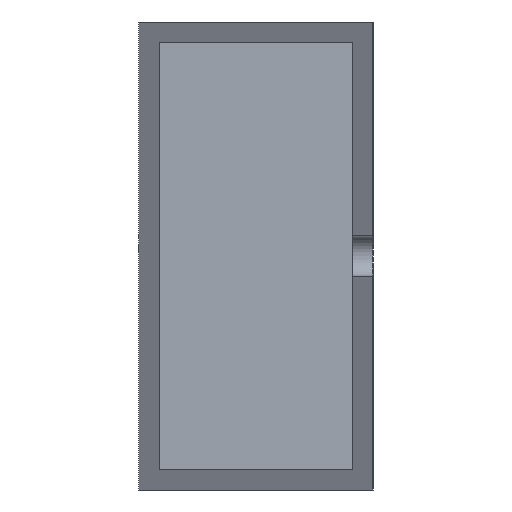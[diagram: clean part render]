
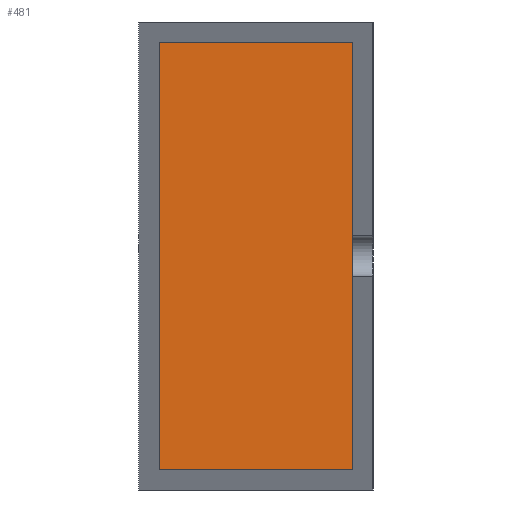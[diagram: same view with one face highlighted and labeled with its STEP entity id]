
A CAD part, left-side view. The second image highlights one B-rep face of the part: STEP entity #481.
In plain terms, the highlighted planar face has unit normal (-1, 0, 0).
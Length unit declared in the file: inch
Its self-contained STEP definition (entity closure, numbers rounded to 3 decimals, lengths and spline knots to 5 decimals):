
#42 = ORIENTED_EDGE ( 'NONE', *, *, #572, .T. ) ;
#49 = LINE ( 'NONE', #724, #897 ) ;
#94 = LINE ( 'NONE', #659, #253 ) ;
#111 = VERTEX_POINT ( 'NONE', #619 ) ;
#219 = AXIS2_PLACEMENT_3D ( 'NONE', #902, #759, #755 ) ;
#253 = VECTOR ( 'NONE', #483, 39.37008 ) ;
#306 = CARTESIAN_POINT ( 'NONE',  ( -4.42913, 1.07874, -1.07874 ) ) ;
#324 = EDGE_LOOP ( 'NONE', ( #42, #412, #651, #364 ) ) ;
#342 = LINE ( 'NONE', #729, #574 ) ;
#364 = ORIENTED_EDGE ( 'NONE', *, *, #532, .T. ) ;
#368 = VERTEX_POINT ( 'NONE', #405 ) ;
#405 = CARTESIAN_POINT ( 'NONE',  ( -4.42913, 0.10236, -1.07874 ) ) ;
#412 = ORIENTED_EDGE ( 'NONE', *, *, #628, .T. ) ;
#481 = ADVANCED_FACE ( 'NONE', ( #753 ), #826, .T. ) ;
#483 = DIRECTION ( 'NONE',  ( 0., 1., 0. ) ) ;
#519 = EDGE_CURVE ( 'NONE', #111, #642, #94, .T. ) ;
#532 = EDGE_CURVE ( 'NONE', #642, #849, #49, .T. ) ;
#572 = EDGE_CURVE ( 'NONE', #849, #368, #624, .T. ) ;
#574 = VECTOR ( 'NONE', #899, 39.37008 ) ;
#583 = DIRECTION ( 'NONE',  ( 0., -1., 0. ) ) ;
#619 = CARTESIAN_POINT ( 'NONE',  ( -4.42913, 0.10236, 1.07874 ) ) ;
#620 = CARTESIAN_POINT ( 'NONE',  ( -4.42913, 1.07874, -1.07874 ) ) ;
#624 = LINE ( 'NONE', #306, #1033 ) ;
#628 = EDGE_CURVE ( 'NONE', #368, #111, #342, .T. ) ;
#642 = VERTEX_POINT ( 'NONE', #674 ) ;
#651 = ORIENTED_EDGE ( 'NONE', *, *, #519, .T. ) ;
#659 = CARTESIAN_POINT ( 'NONE',  ( -4.42913, 0.10236, 1.07874 ) ) ;
#674 = CARTESIAN_POINT ( 'NONE',  ( -4.42913, 1.07874, 1.07874 ) ) ;
#724 = CARTESIAN_POINT ( 'NONE',  ( -4.42913, 1.07874, 1.07874 ) ) ;
#729 = CARTESIAN_POINT ( 'NONE',  ( -4.42913, 0.10236, -1.07874 ) ) ;
#753 = FACE_OUTER_BOUND ( 'NONE', #324, .T. ) ;
#755 = DIRECTION ( 'NONE',  ( 0., 0., 1. ) ) ;
#759 = DIRECTION ( 'NONE',  ( -1., 0., 0. ) ) ;
#819 = DIRECTION ( 'NONE',  ( 0., 0., -1. ) ) ;
#826 = PLANE ( 'NONE',  #219 ) ;
#849 = VERTEX_POINT ( 'NONE', #620 ) ;
#897 = VECTOR ( 'NONE', #819, 39.37008 ) ;
#899 = DIRECTION ( 'NONE',  ( 0., 0., 1. ) ) ;
#902 = CARTESIAN_POINT ( 'NONE',  ( -4.42913, 0., 0. ) ) ;
#1033 = VECTOR ( 'NONE', #583, 39.37008 ) ;
